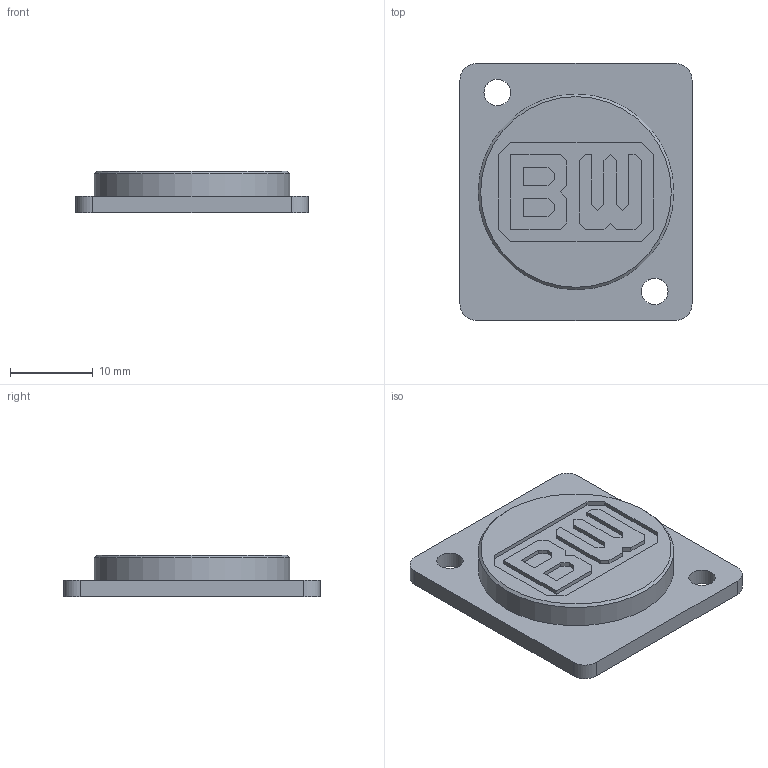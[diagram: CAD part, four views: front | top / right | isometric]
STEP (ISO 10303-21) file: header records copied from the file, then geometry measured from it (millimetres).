
FILE_DESCRIPTION(/* description */ (''),/* implementation_level */ '2;1');
FILE_NAME(/* name */ 'DBlank.step',/* time_stamp */ '2025-08-03T09:18:57+02:00',/* author */ (''),/* organization */ (''),/* preprocessor_version */ 'ST-DEVELOPER v20.1',/* originating_system */ 'Autodesk Translation Framework v14.10.0.0',/* authorisation */ '');
FILE_SCHEMA (('AUTOMOTIVE_DESIGN { 1 0 10303 214 3 1 1 }'));
Length unit declared in the file: millimetre
Products named in the file (1): DBlank
Bounding box: 28 x 31 x 5 mm (x, y, z)
Volume: 2940.7 mm3; surface area: 2259.4 mm2
Topology: 1 solids, 1 shells, 71 faces, 188 edges, 125 vertices
Faces by surface type: plane 63, cylinder 7, cone 1
Full cylindrical faces by diameter (mm): 3.2 x2, 23.6 x1
Entity records: 2217 total; most frequent: CARTESIAN_POINT 385, ORIENTED_EDGE 376, DIRECTION 347, EDGE_CURVE 188, LINE 173, VECTOR 173, VERTEX_POINT 125, AXIS2_PLACEMENT_3D 87
